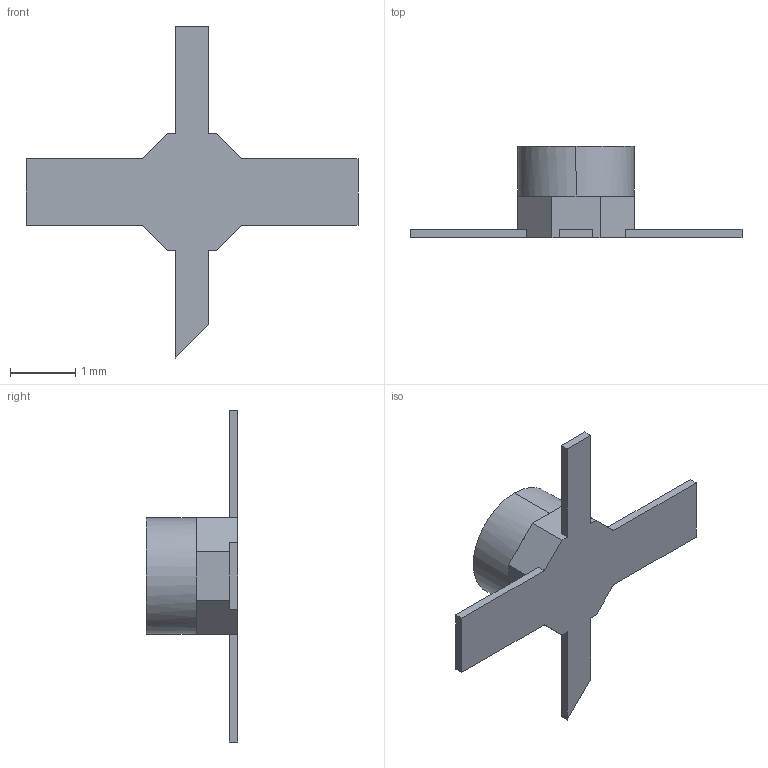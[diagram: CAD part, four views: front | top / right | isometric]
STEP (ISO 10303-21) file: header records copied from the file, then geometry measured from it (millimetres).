
FILE_DESCRIPTION (( 'STEP AP214' ), '1' );
FILE_NAME ('User Library-NBB-310.STEP', '2021-02-18T22:48:24', ( '' ), ( '' ), 'SwSTEP 2.0', 'SolidWorks 2020', '' );
FILE_SCHEMA (( 'AUTOMOTIVE_DESIGN' ));
Length unit declared in the file: inch
Products named in the file (1): User Library-NBB-310
Bounding box: 5.08 x 1.4 x 5.08 mm (x, y, z)
Volume: 4.2 mm3; surface area: 24.8 mm2
Topology: 1 solids, 1 shells, 65 faces, 170 edges, 110 vertices
Faces by surface type: plane 54, bspline 9, cylinder 2
Entity records: 2848 total; most frequent: CARTESIAN_POINT 899, ORIENTED_EDGE 340, DIRECTION 276, EDGE_CURVE 170, VECTOR 142, LINE 142, VERTEX_POINT 110, EDGE_LOOP 68
